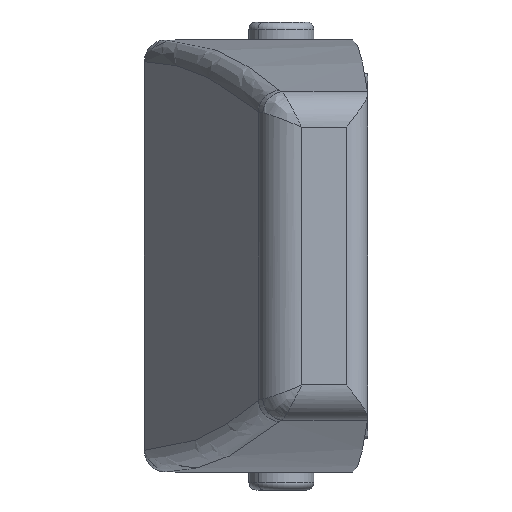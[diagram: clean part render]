
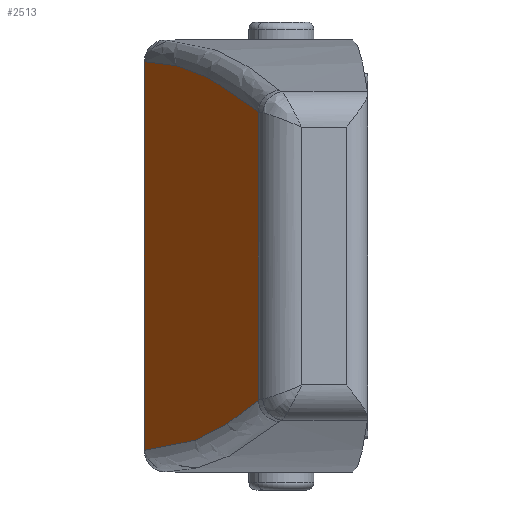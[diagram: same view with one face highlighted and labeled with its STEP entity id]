
A CAD part, left-side view. The second image highlights one B-rep face of the part: STEP entity #2513.
In plain terms, the highlighted face is planar.
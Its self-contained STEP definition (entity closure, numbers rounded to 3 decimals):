
#894 = CARTESIAN_POINT ( 'NONE',  ( -53.072, 3.072, -10.017 ) ) ;
#921 = CARTESIAN_POINT ( 'NONE',  ( -17.43, 10., 13.5 ) ) ;
#1092 = CARTESIAN_POINT ( 'NONE',  ( -17.43, 10., -13.5 ) ) ;
#1120 = CARTESIAN_POINT ( 'NONE',  ( -53.072, 3.072, 10.017 ) ) ;
#1562 = EDGE_LOOP ( 'NONE', ( #2076, #2081, #2077, #2083 ) ) ;
#2076 = ORIENTED_EDGE ( 'NONE', *, *, #2779, .T. ) ;
#2077 = ORIENTED_EDGE ( 'NONE', *, *, #2717, .T. ) ;
#2081 = ORIENTED_EDGE ( 'NONE', *, *, #2754, .T. ) ;
#2083 = ORIENTED_EDGE ( 'NONE', *, *, #2758, .T. ) ;
#2248 = LINE ( 'NONE', #6672, #4894 ) ;
#2318 = LINE ( 'NONE', #6490, #5041 ) ;
#2513 = ADVANCED_FACE ( 'NONE', ( #3282 ), #3730, .F. ) ;
#2717 = EDGE_CURVE ( 'NONE', #5376, #5745, #2318, .T. ) ;
#2754 = EDGE_CURVE ( 'NONE', #5773, #5376, #3534, .T. ) ;
#2758 = EDGE_CURVE ( 'NONE', #5745, #5349, #3527, .T. ) ;
#2779 = EDGE_CURVE ( 'NONE', #5349, #5773, #2248, .T. ) ;
#3282 = FACE_OUTER_BOUND ( 'NONE', #1562, .T. ) ;
#3527 =( BOUNDED_CURVE ( )  B_SPLINE_CURVE ( 3, ( #6620, #6621, #6622, #6623 ),
 .UNSPECIFIED., .F., .T. ) 
 B_SPLINE_CURVE_WITH_KNOTS ( ( 4, 4 ),
 ( 1.573, 1.763 ),
 .UNSPECIFIED. ) 
 CURVE ( )  GEOMETRIC_REPRESENTATION_ITEM ( )  RATIONAL_B_SPLINE_CURVE ( ( 1., 0.997, 0.997, 1. ) ) 
 REPRESENTATION_ITEM ( '' )  );
#3534 =( BOUNDED_CURVE ( )  B_SPLINE_CURVE ( 3, ( #6606, #6607, #6608, #6609 ),
 .UNSPECIFIED., .F., .T. ) 
 B_SPLINE_CURVE_WITH_KNOTS ( ( 4, 4 ),
 ( 4.52, 4.71 ),
 .UNSPECIFIED. ) 
 CURVE ( )  GEOMETRIC_REPRESENTATION_ITEM ( )  RATIONAL_B_SPLINE_CURVE ( ( 1., 0.997, 0.997, 1. ) ) 
 REPRESENTATION_ITEM ( '' )  );
#3586 = DIRECTION ( 'NONE',  ( 0.982, 0.191, 0. ) ) ;
#3714 = DIRECTION ( 'NONE',  ( 0.191, -0.982, 0. ) ) ;
#3730 = PLANE ( 'NONE',  #5227 ) ;
#3743 = CARTESIAN_POINT ( 'NONE',  ( -55.5, 2.6, 15. ) ) ;
#4894 = VECTOR ( 'NONE', #6673, 1000. ) ;
#5041 = VECTOR ( 'NONE', #6491, 1000. ) ;
#5227 = AXIS2_PLACEMENT_3D ( 'NONE', #3743, #3714, #3586 ) ;
#5349 = VERTEX_POINT ( 'NONE', #894 ) ;
#5376 = VERTEX_POINT ( 'NONE', #921 ) ;
#5745 = VERTEX_POINT ( 'NONE', #1092 ) ;
#5773 = VERTEX_POINT ( 'NONE', #1120 ) ;
#6490 = CARTESIAN_POINT ( 'NONE',  ( -17.43, 10., 15. ) ) ;
#6491 = DIRECTION ( 'NONE',  ( 0., 0., -1. ) ) ;
#6606 = CARTESIAN_POINT ( 'NONE',  ( -53.072, 3.072, 10.017 ) ) ;
#6607 = CARTESIAN_POINT ( 'NONE',  ( -41.32, 5.356, 12.308 ) ) ;
#6608 = CARTESIAN_POINT ( 'NONE',  ( -29.404, 7.673, 13.472 ) ) ;
#6609 = CARTESIAN_POINT ( 'NONE',  ( -17.43, 10., 13.5 ) ) ;
#6620 = CARTESIAN_POINT ( 'NONE',  ( -17.43, 10., -13.5 ) ) ;
#6621 = CARTESIAN_POINT ( 'NONE',  ( -29.404, 7.673, -13.472 ) ) ;
#6622 = CARTESIAN_POINT ( 'NONE',  ( -41.32, 5.356, -12.308 ) ) ;
#6623 = CARTESIAN_POINT ( 'NONE',  ( -53.072, 3.072, -10.017 ) ) ;
#6672 = CARTESIAN_POINT ( 'NONE',  ( -53.072, 3.072, 15. ) ) ;
#6673 = DIRECTION ( 'NONE',  ( 0., 0., 1. ) ) ;
